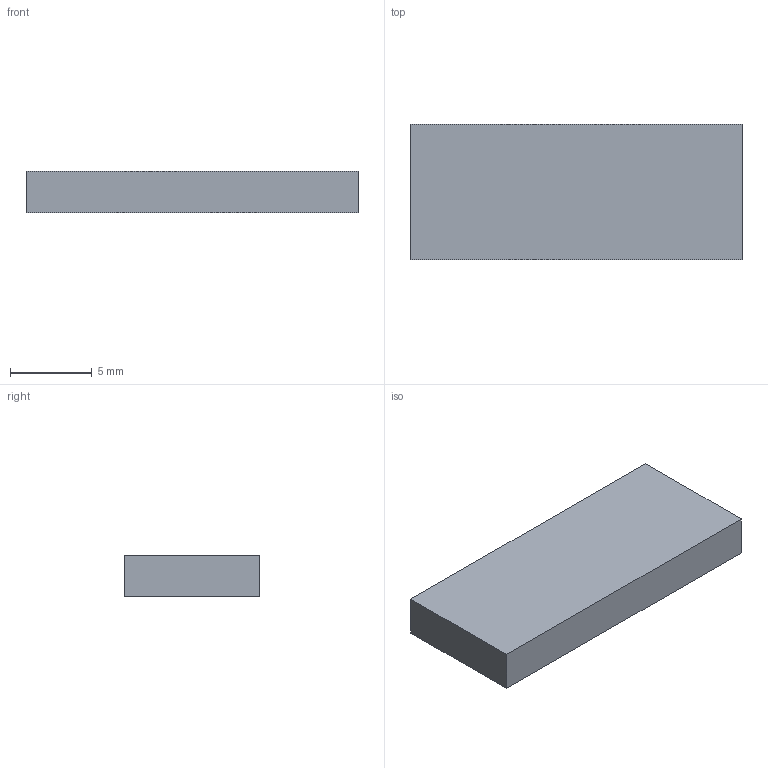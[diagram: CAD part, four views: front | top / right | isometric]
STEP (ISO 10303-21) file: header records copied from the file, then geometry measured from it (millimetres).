
FILE_DESCRIPTION (( 'STEP AP214' ), '1' );
FILE_NAME ('User Library-PIN HEADER FEMALE 8.STEP', '2016-04-07T00:38:09', ( 'Windows User' ), ( '' ), 'SwSTEP 2.0', 'SolidWorks 2016', '' );
FILE_SCHEMA (( 'AUTOMOTIVE_DESIGN' ));
Length unit declared in the file: millimetre
Products named in the file (1): User Library-PIN HEADER FEMALE 8
Bounding box: 20.32 x 8.3 x 2.54 mm (x, y, z)
Volume: 391.1 mm3; surface area: 604.6 mm2
Topology: 1 solids, 1 shells, 78 faces, 172 edges, 104 vertices
Faces by surface type: plane 78
Entity records: 2094 total; most frequent: CARTESIAN_POINT 355, ORIENTED_EDGE 344, DIRECTION 330, LINE 172, VECTOR 172, EDGE_CURVE 172, VERTEX_POINT 104, EDGE_LOOP 86
